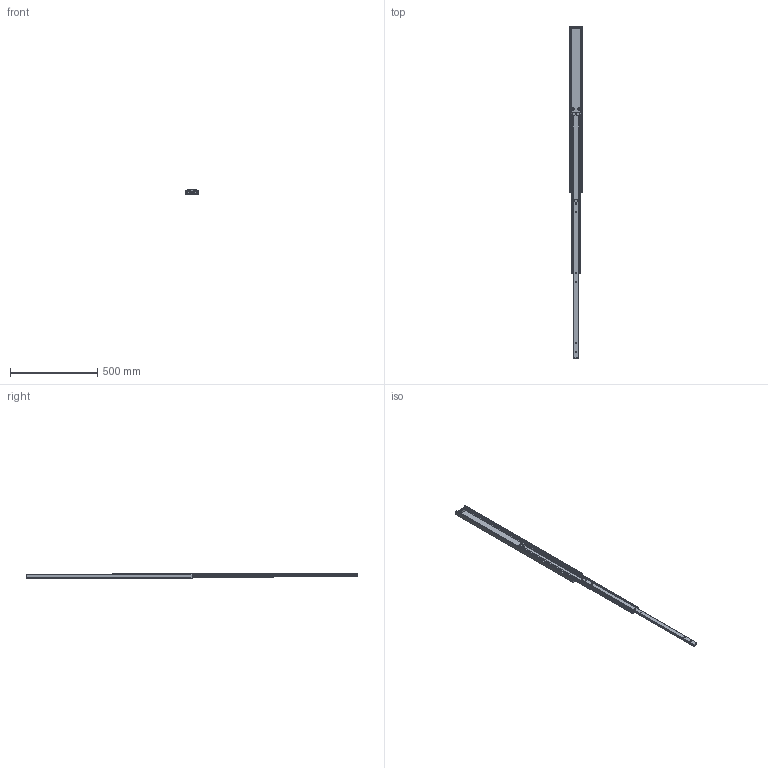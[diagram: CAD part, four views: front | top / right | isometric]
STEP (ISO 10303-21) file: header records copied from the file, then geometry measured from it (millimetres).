
FILE_DESCRIPTION(/* description */ (''),/* implementation_level */ '2;1');
FILE_NAME(/* name */ 'HZF-8027-38-950.stp',/* time_stamp */ '2024-05-15T10:04:47+08:00',/* author */ (''),/* organization */ (''),/* preprocessor_version */ 'ST-DEVELOPER v16.7',/* originating_system */ 'SIEMENS PLM Software NX 12.0',/* authorisation */ '');
FILE_SCHEMA (('AP203_CONFIGURATION_CONTROLLED_3D_DESIGN_OF_MECHANICAL_PARTS_AND_ASSEMBLIES_MIM_LF { 1 0 10303 403 2 1 2}'));
Length unit declared in the file: millimetre
Products named in the file (1): Admi52D81FADi3af
Bounding box: 80 x 1900 x 26.5 mm (x, y, z)
Volume: 1288916.6 mm3; surface area: 609776.7 mm2
Topology: 13 solids, 13 shells, 1061 faces, 3234 edges, 2161 vertices
Faces by surface type: cylinder 558, plane 473, cone 26, sphere 4
Full cylindrical faces by diameter (mm): 3 x4, 4 x10, 5 x2, 6.6 x6, 6.8 x6, 7.5 x2, 9.9 x38, 14 x4
Entity records: 36771 total; most frequent: CARTESIAN_POINT 7358, DIRECTION 6160, ORIENTED_EDGE 6064, EDGE_CURVE 3032, AXIS2_PLACEMENT_3D 2163, VERTEX_POINT 2074, LINE 1834, VECTOR 1834
